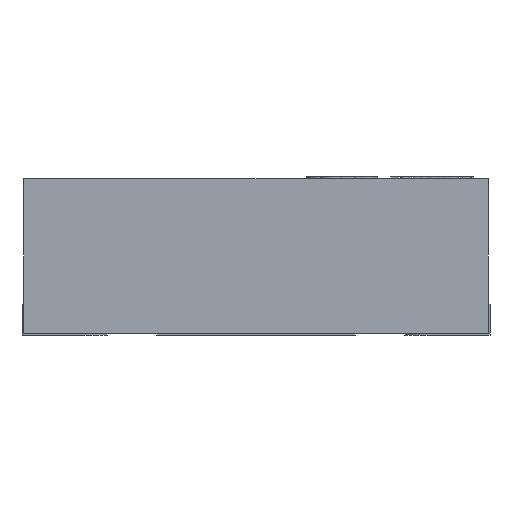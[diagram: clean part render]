
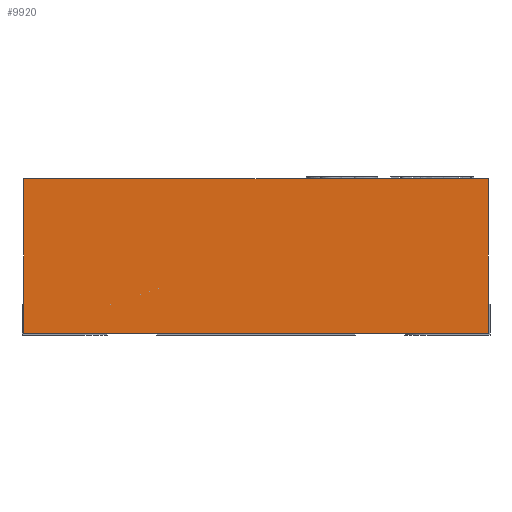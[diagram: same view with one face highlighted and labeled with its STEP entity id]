
A CAD part, front view. The second image highlights one B-rep face of the part: STEP entity #9920.
In plain terms, the highlighted planar face has unit normal (0, -1, 0).
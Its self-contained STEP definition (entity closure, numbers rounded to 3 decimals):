
#162 = EDGE_CURVE ( 'NONE', #3808, #8667, #5645, .T. ) ;
#1624 = ORIENTED_EDGE ( 'NONE', *, *, #12271, .F. ) ;
#1665 = CARTESIAN_POINT ( 'NONE',  ( -1.5, -1.5, 1.01 ) ) ;
#1784 = VECTOR ( 'NONE', #6029, 1000. ) ;
#2152 = CARTESIAN_POINT ( 'NONE',  ( -1.5, -1.5, 1.01 ) ) ;
#3378 = DIRECTION ( 'NONE',  ( 0., 0., -1. ) ) ;
#3446 = CARTESIAN_POINT ( 'NONE',  ( 1.5, -1.5, 1.01 ) ) ;
#3710 = EDGE_CURVE ( 'NONE', #15579, #8667, #13644, .T. ) ;
#3808 = VERTEX_POINT ( 'NONE', #3446 ) ;
#4032 = EDGE_LOOP ( 'NONE', ( #15754, #4503, #1624, #6598 ) ) ;
#4503 = ORIENTED_EDGE ( 'NONE', *, *, #162, .F. ) ;
#4508 = DIRECTION ( 'NONE',  ( 0., 1., 0. ) ) ;
#5553 = EDGE_CURVE ( 'NONE', #14083, #15579, #6679, .T. ) ;
#5645 = LINE ( 'NONE', #8382, #15893 ) ;
#6029 = DIRECTION ( 'NONE',  ( 1., 0., 0. ) ) ;
#6570 = VECTOR ( 'NONE', #11430, 1000. ) ;
#6598 = ORIENTED_EDGE ( 'NONE', *, *, #5553, .T. ) ;
#6679 = LINE ( 'NONE', #1665, #9584 ) ;
#7400 = FACE_OUTER_BOUND ( 'NONE', #4032, .T. ) ;
#8382 = CARTESIAN_POINT ( 'NONE',  ( 1.5, -1.5, 1.01 ) ) ;
#8667 = VERTEX_POINT ( 'NONE', #14009 ) ;
#9584 = VECTOR ( 'NONE', #10614, 1000. ) ;
#9920 = ADVANCED_FACE ( 'NONE', ( #7400 ), #16121, .F. ) ;
#10614 = DIRECTION ( 'NONE',  ( 0., 0., -1. ) ) ;
#10810 = CARTESIAN_POINT ( 'NONE',  ( -1.5, -1.5, 0.01 ) ) ;
#10855 = CARTESIAN_POINT ( 'NONE',  ( -1.5, -1.5, 1.01 ) ) ;
#11430 = DIRECTION ( 'NONE',  ( 1., 0., 0. ) ) ;
#12271 = EDGE_CURVE ( 'NONE', #14083, #3808, #12591, .T. ) ;
#12591 = LINE ( 'NONE', #2152, #6570 ) ;
#13644 = LINE ( 'NONE', #14983, #1784 ) ;
#13874 = CARTESIAN_POINT ( 'NONE',  ( -1.5, -1.5, 1.01 ) ) ;
#14009 = CARTESIAN_POINT ( 'NONE',  ( 1.5, -1.5, 0.01 ) ) ;
#14083 = VERTEX_POINT ( 'NONE', #13874 ) ;
#14944 = DIRECTION ( 'NONE',  ( 0., 0., 1. ) ) ;
#14983 = CARTESIAN_POINT ( 'NONE',  ( -1.5, -1.5, 0.01 ) ) ;
#15579 = VERTEX_POINT ( 'NONE', #10810 ) ;
#15754 = ORIENTED_EDGE ( 'NONE', *, *, #3710, .T. ) ;
#15893 = VECTOR ( 'NONE', #3378, 1000. ) ;
#16121 = PLANE ( 'NONE',  #16305 ) ;
#16305 = AXIS2_PLACEMENT_3D ( 'NONE', #10855, #4508, #14944 ) ;
